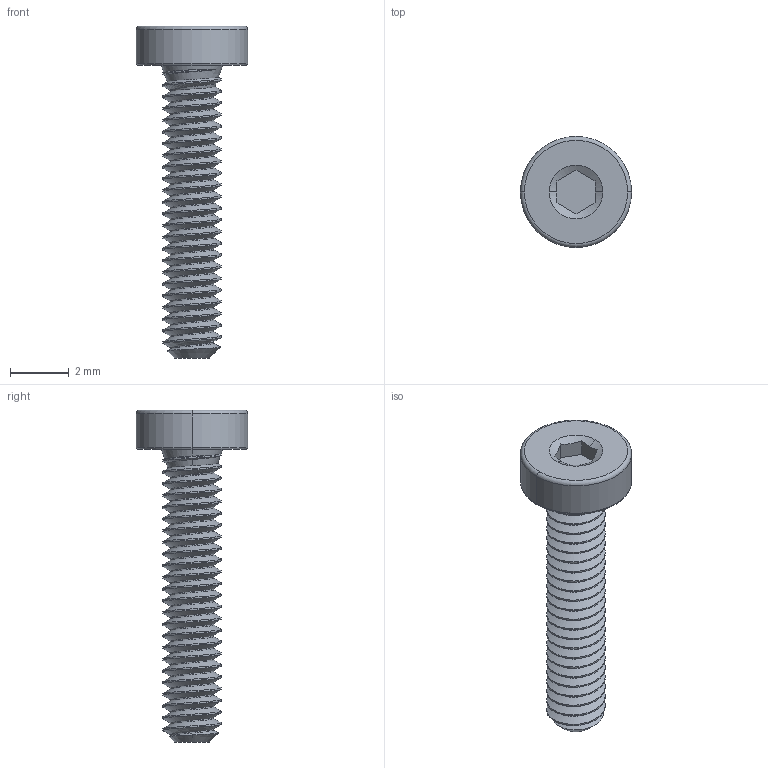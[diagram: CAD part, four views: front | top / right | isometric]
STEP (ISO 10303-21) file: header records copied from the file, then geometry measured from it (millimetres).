
FILE_DESCRIPTION (( 'STEP AP203' ), '1' );
FILE_NAME ('93070A278_Alloy Steel Low-Profile Socket Head Screw.STEP', '2026-01-08T20:29:24', ( 'McMaster Carr Supply' ), ( 'McMaster Carr Supply' ), 'SwSTEP 2.0', 'SolidWorks 2024', '' );
FILE_SCHEMA (( 'CONFIG_CONTROL_DESIGN' ));
Length unit declared in the file: millimetre
Products named in the file (1): 93070A278_Alloy Steel Low-Profile Socket Head Screw
Bounding box: 3.8 x 3.8 x 11.35 mm (x, y, z)
Volume: 38.2 mm3; surface area: 131.5 mm2
Topology: 1 solids, 1 shells, 77 faces, 215 edges, 142 vertices
Faces by surface type: cylinder 50, cone 10, plane 10, torus 4, bspline 3
Entity records: 5525 total; most frequent: CARTESIAN_POINT 3804, ORIENTED_EDGE 430, DIRECTION 261, EDGE_CURVE 215, VERTEX_POINT 142, AXIS2_PLACEMENT_3D 95, EDGE_LOOP 79, ADVANCED_FACE 77
